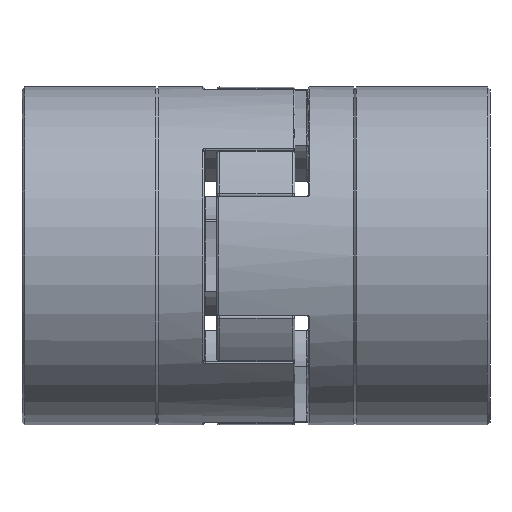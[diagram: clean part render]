
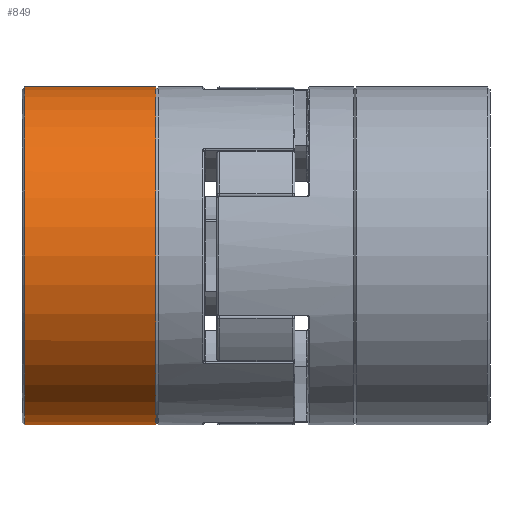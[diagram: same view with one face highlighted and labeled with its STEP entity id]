
A CAD part, front view. The second image highlights one B-rep face of the part: STEP entity #849.
In plain terms, the highlighted cylindrical face has radius 32.5 mm (diameter 65 mm), a partial arc.
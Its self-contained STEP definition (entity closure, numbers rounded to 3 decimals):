
#849 = ADVANCED_FACE ( 'NONE', ( #6153 ), #6162, .T. ) ;
#1011 = VERTEX_POINT ( 'NONE', #6809 ) ;
#1012 = VERTEX_POINT ( 'NONE', #6810 ) ;
#1015 = VERTEX_POINT ( 'NONE', #6813 ) ;
#1016 = VERTEX_POINT ( 'NONE', #6814 ) ;
#1362 = EDGE_CURVE ( 'NONE', #1011, #1016, #6521, .T. ) ;
#1366 = EDGE_CURVE ( 'NONE', #1011, #1012, #6533, .T. ) ;
#2285 = ORIENTED_EDGE ( 'NONE', *, *, #1362, .F. ) ;
#2286 = ORIENTED_EDGE ( 'NONE', *, *, #1366, .T. ) ;
#2287 = ORIENTED_EDGE ( 'NONE', *, *, #2394, .T. ) ;
#2288 = ORIENTED_EDGE ( 'NONE', *, *, #2396, .T. ) ;
#2386 = EDGE_LOOP ( 'NONE', ( #2285, #2286, #2287, #2288 ) ) ;
#2394 = EDGE_CURVE ( 'NONE', #1012, #1015, #6540, .T. ) ;
#2396 = EDGE_CURVE ( 'NONE', #1015, #1016, #6544, .T. ) ;
#5557 = AXIS2_PLACEMENT_3D ( 'NONE', #6600, #6599, #6595 ) ;
#5765 = AXIS2_PLACEMENT_3D ( 'NONE', #7881, #7882, #7883 ) ;
#5767 = AXIS2_PLACEMENT_3D ( 'NONE', #7899, #7908, #7909 ) ;
#6153 = FACE_OUTER_BOUND ( 'NONE', #2386, .T. ) ;
#6162 = CYLINDRICAL_SURFACE ( 'NONE', #5557, 32.5 ) ;
#6521 = LINE ( 'NONE', #7870, #6524 ) ;
#6524 = VECTOR ( 'NONE', #7872, 1000. ) ;
#6533 = CIRCLE ( 'NONE', #5765, 32.5 ) ;
#6540 = LINE ( 'NONE', #7892, #6542 ) ;
#6542 = VECTOR ( 'NONE', #7903, 1000. ) ;
#6544 = CIRCLE ( 'NONE', #5767, 32.5 ) ;
#6595 = DIRECTION ( 'NONE',  ( 0., 0., 1. ) ) ;
#6599 = DIRECTION ( 'NONE',  ( -1., 0., 0. ) ) ;
#6600 = CARTESIAN_POINT ( 'NONE',  ( 73.174, 0., 0. ) ) ;
#6809 = CARTESIAN_POINT ( 'NONE',  ( -19.25, 0., -32.5 ) ) ;
#6810 = CARTESIAN_POINT ( 'NONE',  ( -19.25, 0., 32.5 ) ) ;
#6813 = CARTESIAN_POINT ( 'NONE',  ( -44.5, 0., 32.5 ) ) ;
#6814 = CARTESIAN_POINT ( 'NONE',  ( -44.5, 0., -32.5 ) ) ;
#7870 = CARTESIAN_POINT ( 'NONE',  ( 73.174, 0., -32.5 ) ) ;
#7872 = DIRECTION ( 'NONE',  ( -1., 0., 0. ) ) ;
#7881 = CARTESIAN_POINT ( 'NONE',  ( -19.25, 0., 0. ) ) ;
#7882 = DIRECTION ( 'NONE',  ( -1., 0., 0. ) ) ;
#7883 = DIRECTION ( 'NONE',  ( 0., 0., 1. ) ) ;
#7892 = CARTESIAN_POINT ( 'NONE',  ( 73.174, 0., 32.5 ) ) ;
#7899 = CARTESIAN_POINT ( 'NONE',  ( -44.5, 0., 0. ) ) ;
#7903 = DIRECTION ( 'NONE',  ( -1., 0., 0. ) ) ;
#7908 = DIRECTION ( 'NONE',  ( 1., 0., 0. ) ) ;
#7909 = DIRECTION ( 'NONE',  ( 0., 0., 1. ) ) ;
